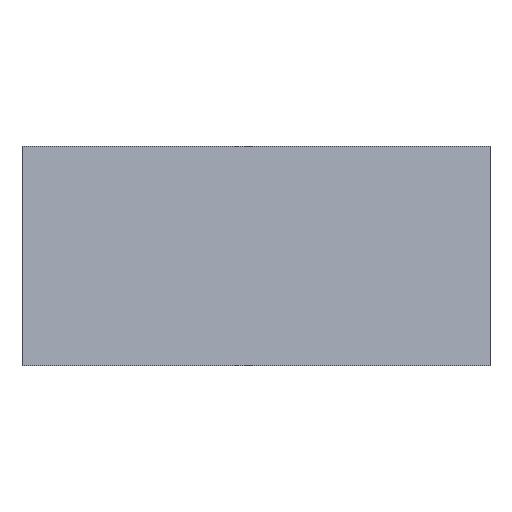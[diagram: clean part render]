
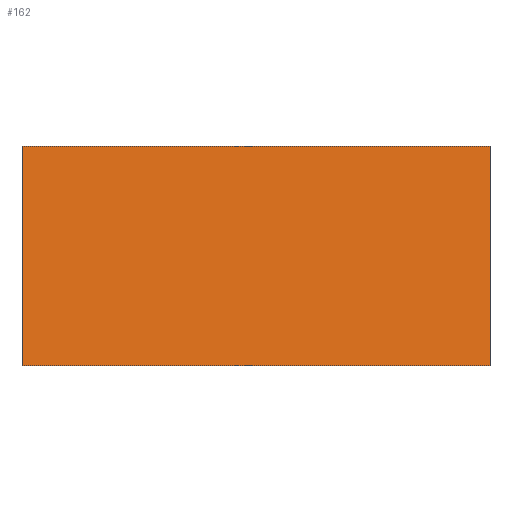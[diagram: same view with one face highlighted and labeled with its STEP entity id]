
A CAD part, left-side view. The second image highlights one B-rep face of the part: STEP entity #162.
In plain terms, the highlighted planar face has unit normal (-0.962, -0.275, 0).
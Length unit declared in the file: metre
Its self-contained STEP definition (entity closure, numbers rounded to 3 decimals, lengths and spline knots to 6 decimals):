
#34=ORIENTED_EDGE('',*,*,#65,.F.);
#35=ORIENTED_EDGE('',*,*,#61,.T.);
#36=ORIENTED_EDGE('',*,*,#68,.T.);
#37=ORIENTED_EDGE('',*,*,#57,.T.);
#57=EDGE_CURVE('',#79,#78,#92,.T.);
#61=EDGE_CURVE('',#82,#83,#96,.T.);
#65=EDGE_CURVE('',#82,#78,#100,.T.);
#68=EDGE_CURVE('',#83,#79,#103,.T.);
#78=VERTEX_POINT('',#238);
#79=VERTEX_POINT('',#240);
#82=VERTEX_POINT('',#248);
#83=VERTEX_POINT('',#249);
#92=LINE('',#239,#113);
#96=LINE('',#247,#117);
#100=LINE('',#255,#121);
#103=LINE('',#261,#124);
#113=VECTOR('',#196,1.);
#117=VECTOR('',#202,1.);
#121=VECTOR('',#208,1.);
#124=VECTOR('',#213,1.);
#135=EDGE_LOOP('',(#34,#35,#36,#37));
#144=FACE_BOUND('',#135,.T.);
#153=PLANE('',#184);
#162=ADVANCED_FACE('',(#144),#153,.F.);
#184=AXIS2_PLACEMENT_3D('',#263,#215,#216);
#196=DIRECTION('',(0.275,-0.962,0.));
#202=DIRECTION('',(-0.275,0.962,0.));
#208=DIRECTION('',(0.,0.,-1.));
#213=DIRECTION('',(0.,0.,-1.));
#215=DIRECTION('',(0.962,0.275,0.));
#216=DIRECTION('',(0.275,-0.962,0.));
#238=CARTESIAN_POINT('',(0.,-0.234492,0.005));
#239=CARTESIAN_POINT('',(-0.008542,-0.204596,0.005));
#240=CARTESIAN_POINT('',(-0.017083,-0.1747,0.005));
#247=CARTESIAN_POINT('',(-0.008542,-0.204596,0.033));
#248=CARTESIAN_POINT('',(0.,-0.234492,0.033));
#249=CARTESIAN_POINT('',(-0.017083,-0.1747,0.033));
#255=CARTESIAN_POINT('',(0.,-0.234492,0.033002));
#261=CARTESIAN_POINT('',(-0.017083,-0.1747,0.033002));
#263=CARTESIAN_POINT('',(-0.008542,-0.204596,0.033002));
